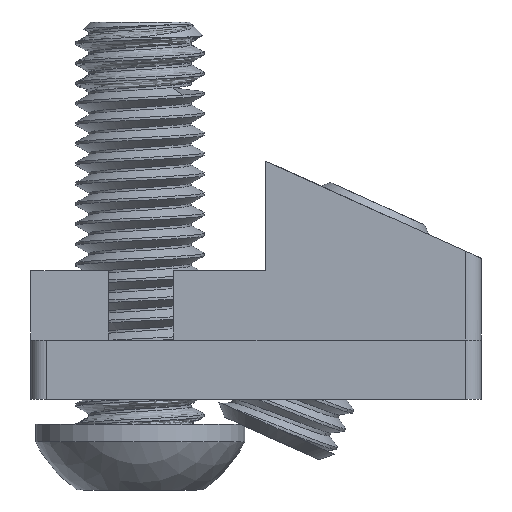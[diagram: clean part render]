
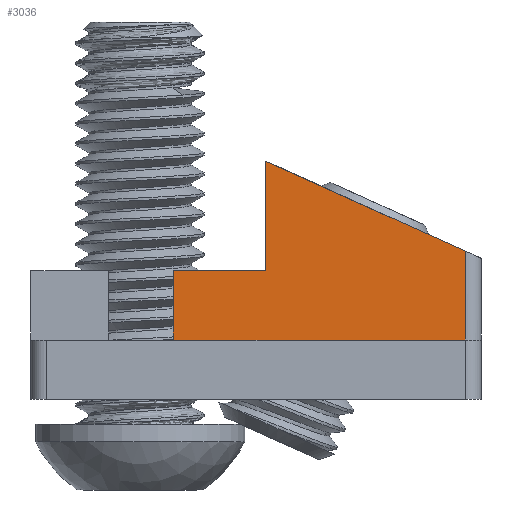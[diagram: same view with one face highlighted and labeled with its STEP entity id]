
A CAD part, left-side view. The second image highlights one B-rep face of the part: STEP entity #3036.
In plain terms, the highlighted planar face has unit normal (-1, 0, 0).
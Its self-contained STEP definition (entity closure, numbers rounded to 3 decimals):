
#77=PLANE('',#3252);
#413=FACE_OUTER_BOUND('',#569,.T.);
#569=EDGE_LOOP('',(#2558,#2559,#2560,#2561,#2562,#2563,#2564));
#794=LINE('',#8224,#962);
#839=LINE('',#11483,#1007);
#841=LINE('',#11487,#1009);
#842=LINE('',#11489,#1010);
#843=LINE('',#11491,#1011);
#844=LINE('',#11493,#1012);
#845=LINE('',#11494,#1013);
#962=VECTOR('',#3609,10.);
#1007=VECTOR('',#3742,4.317);
#1009=VECTOR('',#3746,10.);
#1010=VECTOR('',#3747,10.);
#1011=VECTOR('',#3748,14.688);
#1012=VECTOR('',#3749,6.808);
#1013=VECTOR('',#3750,5.77);
#1215=VERTEX_POINT('',#8221);
#1216=VERTEX_POINT('',#8223);
#1343=VERTEX_POINT('',#11482);
#1344=VERTEX_POINT('',#11486);
#1345=VERTEX_POINT('',#11488);
#1346=VERTEX_POINT('',#11490);
#1347=VERTEX_POINT('',#11492);
#1607=EDGE_CURVE('',#1216,#1215,#794,.T.);
#1787=EDGE_CURVE('',#1343,#1216,#839,.T.);
#1789=EDGE_CURVE('',#1344,#1215,#841,.T.);
#1790=EDGE_CURVE('',#1345,#1344,#842,.T.);
#1791=EDGE_CURVE('',#1346,#1345,#843,.T.);
#1792=EDGE_CURVE('',#1347,#1346,#844,.T.);
#1793=EDGE_CURVE('',#1343,#1347,#845,.T.);
#2558=ORIENTED_EDGE('',*,*,#1607,.T.);
#2559=ORIENTED_EDGE('',*,*,#1789,.F.);
#2560=ORIENTED_EDGE('',*,*,#1790,.F.);
#2561=ORIENTED_EDGE('',*,*,#1791,.F.);
#2562=ORIENTED_EDGE('',*,*,#1792,.F.);
#2563=ORIENTED_EDGE('',*,*,#1793,.F.);
#2564=ORIENTED_EDGE('',*,*,#1787,.T.);
#3036=ADVANCED_FACE('',(#413),#77,.T.);
#3252=AXIS2_PLACEMENT_3D('',#11485,#3744,#3745);
#3609=DIRECTION('',(0.,-1.,0.));
#3742=DIRECTION('',(0.,0.,-1.));
#3744=DIRECTION('center_axis',(-1.,0.,0.));
#3745=DIRECTION('ref_axis',(0.,0.,
1.));
#3746=DIRECTION('',(0.,0.,-1.));
#3747=DIRECTION('',(0.,0.,-1.));
#3748=DIRECTION('',(0.,-0.911,-0.412));
#3749=DIRECTION('',(0.,0.,1.));
#3750=DIRECTION('',(0.,-1.,0.));
#8221=CARTESIAN_POINT('',(5.194,-8.331,-1.903));
#8223=CARTESIAN_POINT('',(5.194,9.825,-1.903));
#8224=CARTESIAN_POINT('',(5.194,-2.331,-1.903));
#11482=CARTESIAN_POINT('',(5.194,9.825,2.414));
#11483=CARTESIAN_POINT('',(5.194,9.825,2.414));
#11485=CARTESIAN_POINT('Origin',(5.194,4.669,-3.645));
#11486=CARTESIAN_POINT('',(5.194,-8.331,-1.703));
#11487=CARTESIAN_POINT('',(5.194,-8.331,-1.997));
#11488=CARTESIAN_POINT('',(5.194,-8.331,3.628));
#11489=CARTESIAN_POINT('',(5.194,-8.331,-1.997));
#11490=CARTESIAN_POINT('',(5.194,4.054,9.222));
#11491=CARTESIAN_POINT('',(5.194,4.054,9.222));
#11492=CARTESIAN_POINT('',(5.194,4.054,2.414));
#11493=CARTESIAN_POINT('',(5.194,4.054,2.414));
#11494=CARTESIAN_POINT('',(5.194,9.825,2.414));
